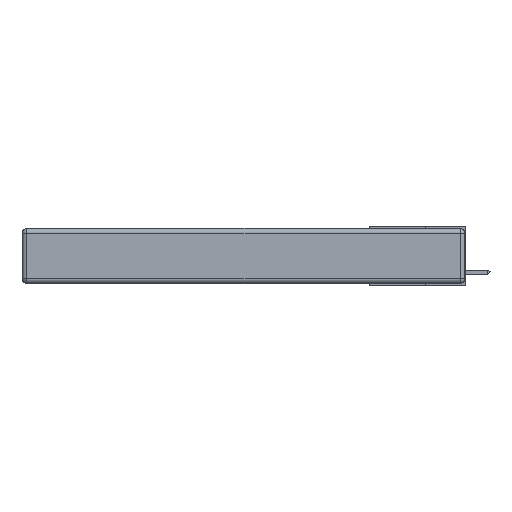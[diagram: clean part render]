
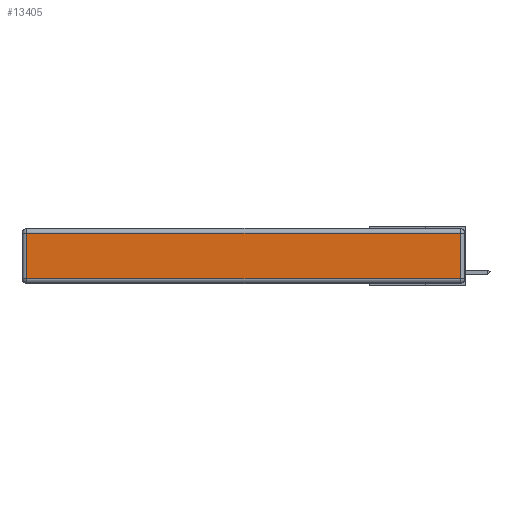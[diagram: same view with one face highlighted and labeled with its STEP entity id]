
A CAD part, left-side view. The second image highlights one B-rep face of the part: STEP entity #13405.
In plain terms, the highlighted planar face has unit normal (-1, 0, 0).
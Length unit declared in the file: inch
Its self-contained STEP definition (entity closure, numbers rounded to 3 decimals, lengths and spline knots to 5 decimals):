
#652 = ORIENTED_EDGE ( 'NONE', *, *, #32783, .T. ) ;
#775 = VECTOR ( 'NONE', #16722, 39.37008 ) ;
#1480 = DIRECTION ( 'NONE',  ( 0., 0., 1. ) ) ;
#2223 = VERTEX_POINT ( 'NONE', #31409 ) ;
#4029 = CARTESIAN_POINT ( 'NONE',  ( 0., 2.75, -0.03 ) ) ;
#4746 = ORIENTED_EDGE ( 'NONE', *, *, #13722, .T. ) ;
#7286 = LINE ( 'NONE', #24006, #775 ) ;
#8210 = EDGE_CURVE ( 'NONE', #12313, #11681, #7286, .T. ) ;
#8716 = CARTESIAN_POINT ( 'NONE',  ( 0., 0.03, -0.343 ) ) ;
#10143 = CARTESIAN_POINT ( 'NONE',  ( 0., 0., -0.313 ) ) ;
#11000 = LINE ( 'NONE', #10143, #19443 ) ;
#11131 = FACE_OUTER_BOUND ( 'NONE', #27615, .T. ) ;
#11251 = CARTESIAN_POINT ( 'NONE',  ( 0., 2.72, -0.03 ) ) ;
#11681 = VERTEX_POINT ( 'NONE', #13417 ) ;
#12313 = VERTEX_POINT ( 'NONE', #11251 ) ;
#13405 = ADVANCED_FACE ( 'NONE', ( #11131 ), #27042, .T. ) ;
#13417 = CARTESIAN_POINT ( 'NONE',  ( 0., 2.72, -0.313 ) ) ;
#13722 = EDGE_CURVE ( 'NONE', #21882, #12313, #14692, .T. ) ;
#14692 = LINE ( 'NONE', #4029, #17925 ) ;
#14975 = DIRECTION ( 'NONE',  ( 0., 1., 0. ) ) ;
#16483 = DIRECTION ( 'NONE',  ( 0., 0., 1. ) ) ;
#16722 = DIRECTION ( 'NONE',  ( 0., 0., -1. ) ) ;
#16955 = DIRECTION ( 'NONE',  ( -1., 0., 0. ) ) ;
#17925 = VECTOR ( 'NONE', #14975, 39.37008 ) ;
#18719 = EDGE_CURVE ( 'NONE', #2223, #21882, #23297, .T. ) ;
#18924 = ORIENTED_EDGE ( 'NONE', *, *, #18719, .T. ) ;
#19443 = VECTOR ( 'NONE', #20043, 39.37008 ) ;
#20043 = DIRECTION ( 'NONE',  ( 0., -1., 0. ) ) ;
#21882 = VERTEX_POINT ( 'NONE', #31265 ) ;
#23297 = LINE ( 'NONE', #8716, #26915 ) ;
#24006 = CARTESIAN_POINT ( 'NONE',  ( 0., 2.72, -0.343 ) ) ;
#26204 = ORIENTED_EDGE ( 'NONE', *, *, #8210, .T. ) ;
#26915 = VECTOR ( 'NONE', #16483, 39.37008 ) ;
#27042 = PLANE ( 'NONE',  #27586 ) ;
#27586 = AXIS2_PLACEMENT_3D ( 'NONE', #29632, #16955, #1480 ) ;
#27615 = EDGE_LOOP ( 'NONE', ( #652, #18924, #4746, #26204 ) ) ;
#29632 = CARTESIAN_POINT ( 'NONE',  ( 0., 0., -0.343 ) ) ;
#31265 = CARTESIAN_POINT ( 'NONE',  ( 0., 0.03, -0.03 ) ) ;
#31409 = CARTESIAN_POINT ( 'NONE',  ( 0., 0.03, -0.313 ) ) ;
#32783 = EDGE_CURVE ( 'NONE', #11681, #2223, #11000, .T. ) ;
